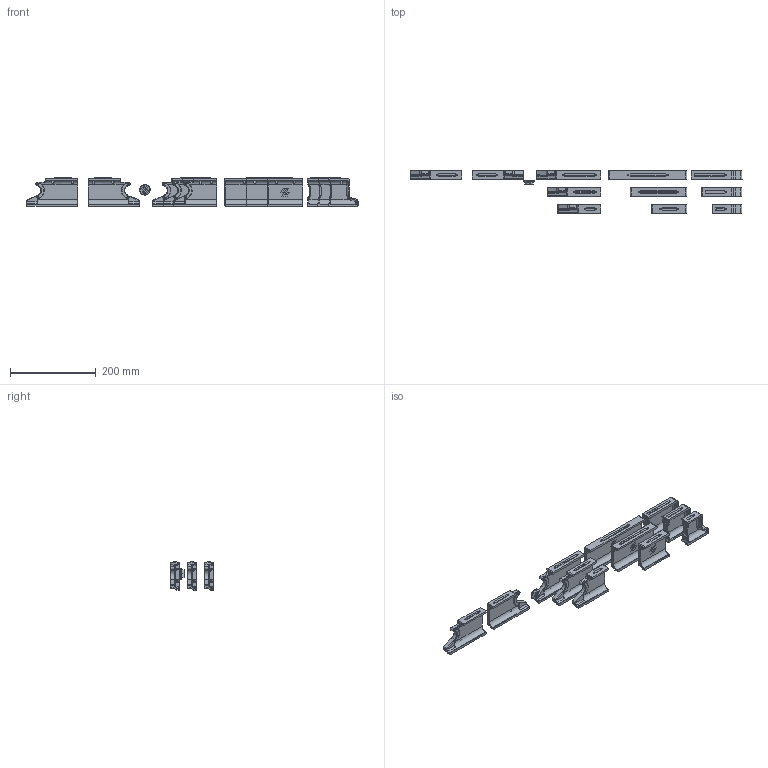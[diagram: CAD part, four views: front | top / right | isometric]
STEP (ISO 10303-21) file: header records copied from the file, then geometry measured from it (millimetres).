
FILE_DESCRIPTION(/* description */ (''),/* implementation_level */ '2;1');
FILE_NAME(/* name */ 'V2_Blank_Skirts_All_Sizes.step',/* time_stamp */ '2023-03-28T08:55:08-07:00',/* author */ (''),/* organization */ (''),/* preprocessor_version */ 'ST-DEVELOPER v19.2',/* originating_system */ 'Autodesk Translation Framework v11.17.0.187',/* authorisation */ '');
FILE_SCHEMA (('AUTOMOTIVE_DESIGN { 1 0 10303 214 3 1 1 }'));
Length unit declared in the file: millimetre
Products named in the file (17): (Unsaved); 250-BlankSkirts; FrontSkirt_250; RearCenter_250; SideSkirt_250; 300-BlankSkirts; FrontSkirt_300; RearCenter_300; SideSkirt_300; 350-BlankSkirts; RearCenter_350; FrontSkirt_350; SideSkirt_350; Rear_Skirts; RearSkirt_B; RearSkirt_A; Rear_Skirt_Logo_Insert
Assembly tree (16 placements, depth 3):
  (Unsaved)
    250-BlankSkirts
      FrontSkirt_250
      RearCenter_250
      SideSkirt_250
    300-BlankSkirts
      FrontSkirt_300
      RearCenter_300
      SideSkirt_300
    350-BlankSkirts
      RearCenter_350
      FrontSkirt_350
      SideSkirt_350
    Rear_Skirts
      RearSkirt_B
      RearSkirt_A
    Rear_Skirt_Logo_Insert
Bounding box: 776.2 x 100 x 67 mm (x, y, z)
Volume: 683890.7 mm3; surface area: 241562 mm2
Topology: 12 solids, 12 shells, 783 faces, 2019 edges, 1273 vertices
Faces by surface type: plane 383, cylinder 309, torus 61, bspline 26, sphere 3, cone 1
Full cylindrical faces by diameter (mm): 3.2 x10, 3.4 x3, 3.5 x6, 4.7 x15, 6 x18, 24.463 x1
Entity records: 25946 total; most frequent: CARTESIAN_POINT 6025, DIRECTION 4189, ORIENTED_EDGE 4028, EDGE_CURVE 2014, AXIS2_PLACEMENT_3D 1520, VERTEX_POINT 1273, LINE 1149, VECTOR 1149
